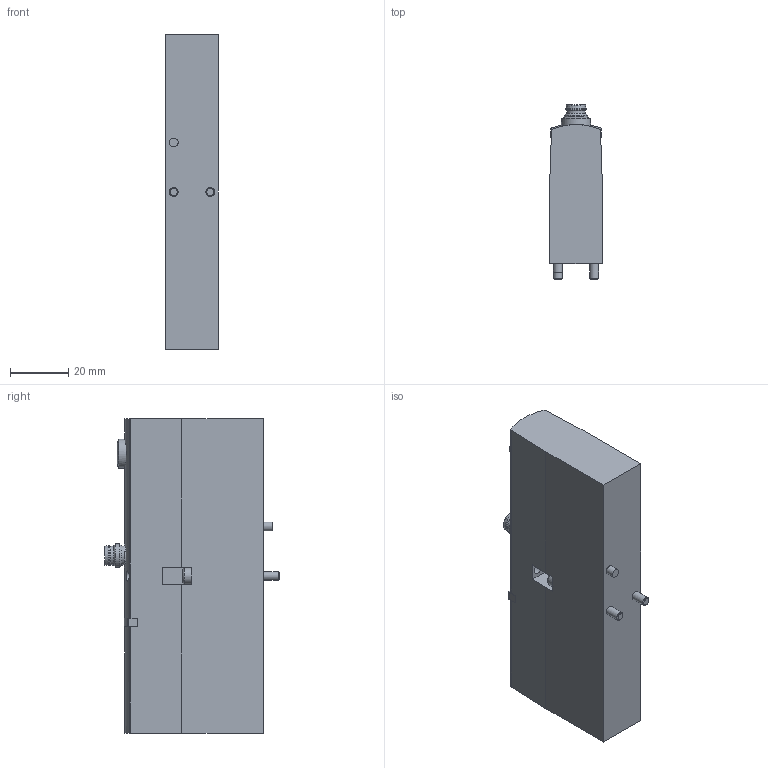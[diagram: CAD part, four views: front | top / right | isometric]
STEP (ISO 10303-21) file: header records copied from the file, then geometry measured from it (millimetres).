
FILE_DESCRIPTION(/* description */ ('STEP AP214'),/* implementation_level */ '2;1');
FILE_NAME(/* name */ '534784_VSVA-B-M52-AZH-A2-1R2L',/* time_stamp */ '2024-09-17T07:19:00+02:00',/* author */ ('License CC BY-ND 4.0'),/* organization */ ('CADENAS'),/* preprocessor_version */ 'ST-DEVELOPER v19.3',/* originating_system */ 'PARTsolutions',/* authorisation */ ' ');
FILE_SCHEMA (('AUTOMOTIVE_DESIGN {1 0 10303 214 3 1 1}'));
Length unit declared in the file: millimetre
Products named in the file (1): 534784 VSVA-B-M52-AZH-A2-1R2L
Bounding box: 18 x 59.8 x 107.8 mm (x, y, z)
Volume: 89427.6 mm3; surface area: 16629.9 mm2
Topology: 1 solids, 1 shells, 97 faces, 230 edges, 150 vertices
Faces by surface type: plane 54, cylinder 29, torus 7, cone 7
Full cylindrical faces by diameter (mm): 1 x4, 3 x3, 3.5 x2, 5.5 x2, 5.8 x1, 6.5 x2, 6.9 x1, 8 x1, 9 x1, 10 x1
Entity records: 3301 total; most frequent: CARTESIAN_POINT 471, DIRECTION 452, ORIENTED_EDGE 378, EDGE_CURVE 189, AXIS2_PLACEMENT_3D 169, EDGE_LOOP 148, FACE_BOUND 148, VERTEX_POINT 141
